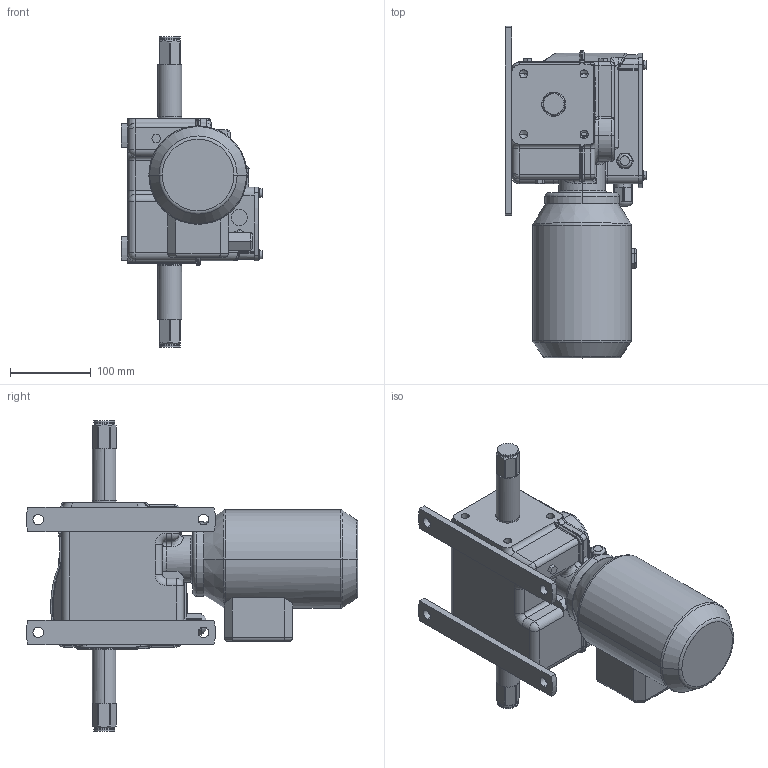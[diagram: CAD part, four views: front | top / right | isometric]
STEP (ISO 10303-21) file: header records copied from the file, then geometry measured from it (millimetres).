
FILE_DESCRIPTION (( 'STEP AP214' ), '1' );
FILE_NAME ('010210841_EWA_50_3D__DE.STEP', '2021-08-12T09:06:21', ( '' ), ( '' ), 'SwSTEP 2.0', 'SolidWorks 2020', '' );
FILE_SCHEMA (( 'AUTOMOTIVE_DESIGN' ));
Length unit declared in the file: millimetre
Products named in the file (3): 010210841_EWA_50_3D__DE; 010210822_EWA_50_3D__DE; 010210764_EWA_50_3D__DE
Assembly tree (2 placements, depth 2):
  010210841_EWA_50_3D__DE
    010210822_EWA_50_3D__DE
    010210764_EWA_50_3D__DE
Bounding box: 175 x 411.5 x 385 mm (x, y, z)
Volume: 6497608.9 mm3; surface area: 344627.6 mm2
Topology: 3 solids, 3 shells, 597 faces, 1430 edges, 849 vertices
Faces by surface type: cylinder 213, plane 203, torus 89, bspline 62, cone 24, sphere 6
Entity records: 20377 total; most frequent: CARTESIAN_POINT 6713, DIRECTION 2834, ORIENTED_EDGE 2822, EDGE_CURVE 1411, AXIS2_PLACEMENT_3D 1089, VERTEX_POINT 849, VECTOR 656, LINE 656
